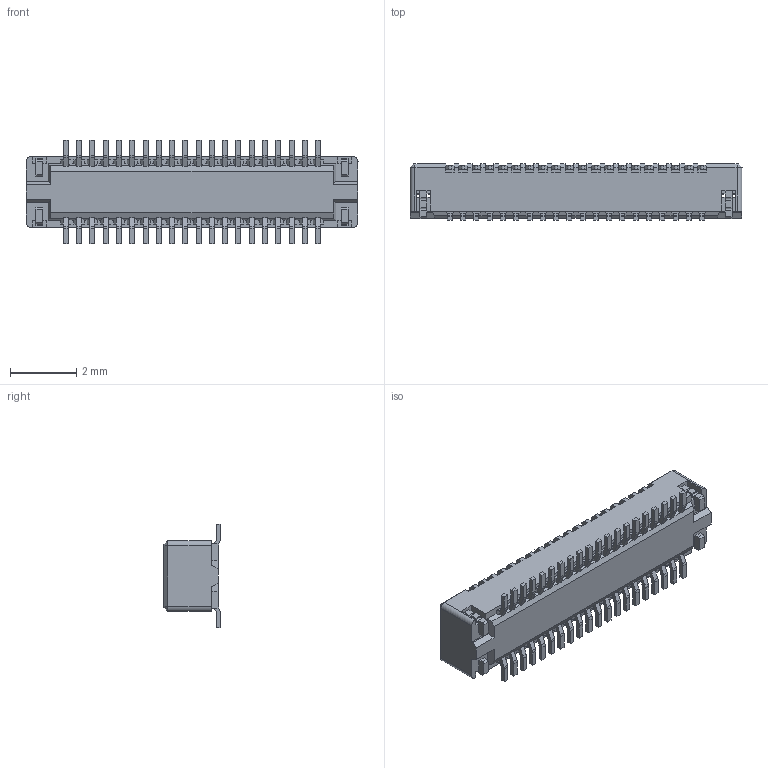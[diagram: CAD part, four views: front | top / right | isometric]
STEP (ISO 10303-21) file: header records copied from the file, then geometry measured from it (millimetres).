
FILE_DESCRIPTION((''),'2;1');
FILE_NAME('5017450401','2015-12-03T',('me'),(''),'PRO/ENGINEER BY PARAMETRIC TECHNOLOGY CORPORATION, 2011490','PRO/ENGINEER BY PARAMETRIC TECHNOLOGY CORPORATION, 2011490','');
FILE_SCHEMA(('CONFIG_CONTROL_DESIGN'));
Length unit declared in the file: millimetre
Products named in the file (1): 5017450401
Bounding box: 10 x 1.7 x 3.13 mm (x, y, z)
Volume: 24.1 mm3; surface area: 122.5 mm2
Topology: 1 solids, 1 shells, 1232 faces, 3834 edges, 2596 vertices
Faces by surface type: plane 1044, cylinder 180, cone 4, torus 4
Entity records: 41953 total; most frequent: CARTESIAN_POINT 7487, ORIENTED_EDGE 7316, DIRECTION 6788, EDGE_CURVE 3658, VECTOR 3346, LINE 3346, VERTEX_POINT 2420, AXIS2_PLACEMENT_3D 1721
